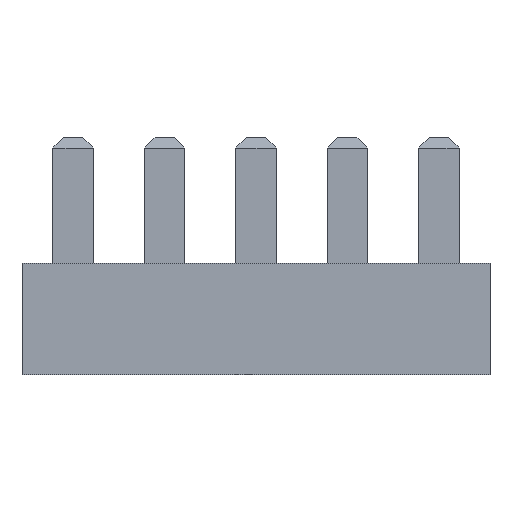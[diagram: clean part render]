
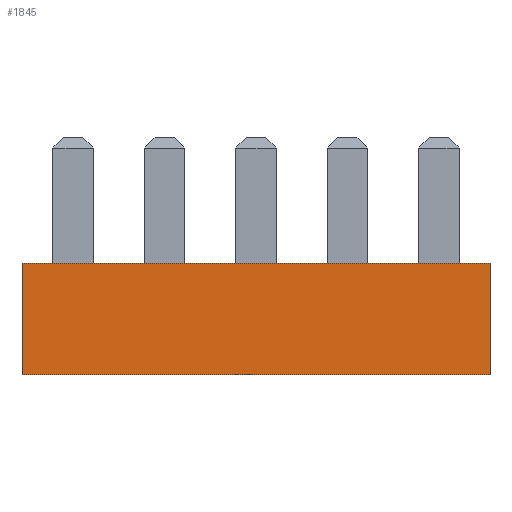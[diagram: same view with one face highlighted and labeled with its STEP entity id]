
A CAD part, left-side view. The second image highlights one B-rep face of the part: STEP entity #1845.
In plain terms, the highlighted planar face has unit normal (-1, 0, 0).
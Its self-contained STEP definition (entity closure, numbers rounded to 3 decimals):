
#23 = CARTESIAN_POINT ( 'NONE',  ( -6.5, 6.5, 0. ) ) ;
#46 = VECTOR ( 'NONE', #3467, 1000. ) ;
#159 = ORIENTED_EDGE ( 'NONE', *, *, #1010, .F. ) ;
#494 = CARTESIAN_POINT ( 'NONE',  ( -6.5, 6.5, 3.1 ) ) ;
#522 = EDGE_CURVE ( 'NONE', #3562, #4393, #1371, .T. ) ;
#659 = CARTESIAN_POINT ( 'NONE',  ( -6.5, 6.5, 0. ) ) ;
#745 = VECTOR ( 'NONE', #4491, 1000. ) ;
#852 = DIRECTION ( 'NONE',  ( 0., 0., -1. ) ) ;
#1010 = EDGE_CURVE ( 'NONE', #2750, #4393, #1823, .T. ) ;
#1282 = LINE ( 'NONE', #4387, #4934 ) ;
#1371 = LINE ( 'NONE', #659, #46 ) ;
#1392 = FACE_OUTER_BOUND ( 'NONE', #4691, .T. ) ;
#1673 = CARTESIAN_POINT ( 'NONE',  ( -6.5, -6.5, 3.1 ) ) ;
#1823 = LINE ( 'NONE', #1673, #745 ) ;
#1830 = ORIENTED_EDGE ( 'NONE', *, *, #2848, .F. ) ;
#1845 = ADVANCED_FACE ( 'NONE', ( #1392 ), #4923, .F. ) ;
#2068 = AXIS2_PLACEMENT_3D ( 'NONE', #494, #2488, #2919 ) ;
#2086 = ORIENTED_EDGE ( 'NONE', *, *, #5220, .T. ) ;
#2091 = LINE ( 'NONE', #3733, #4036 ) ;
#2150 = CARTESIAN_POINT ( 'NONE',  ( -6.5, -6.5, 3.1 ) ) ;
#2488 = DIRECTION ( 'NONE',  ( 1., 0., 0. ) ) ;
#2750 = VERTEX_POINT ( 'NONE', #2150 ) ;
#2848 = EDGE_CURVE ( 'NONE', #3961, #2750, #2091, .T. ) ;
#2919 = DIRECTION ( 'NONE',  ( 0., 1., 0. ) ) ;
#3017 = ORIENTED_EDGE ( 'NONE', *, *, #522, .T. ) ;
#3399 = CARTESIAN_POINT ( 'NONE',  ( -6.5, -6.5, 0. ) ) ;
#3458 = CARTESIAN_POINT ( 'NONE',  ( -6.5, 6.5, 3.1 ) ) ;
#3467 = DIRECTION ( 'NONE',  ( 0., -1., 0. ) ) ;
#3483 = DIRECTION ( 'NONE',  ( 0., -1., 0. ) ) ;
#3562 = VERTEX_POINT ( 'NONE', #23 ) ;
#3733 = CARTESIAN_POINT ( 'NONE',  ( -6.5, 6.5, 3.1 ) ) ;
#3961 = VERTEX_POINT ( 'NONE', #3458 ) ;
#4036 = VECTOR ( 'NONE', #3483, 1000. ) ;
#4387 = CARTESIAN_POINT ( 'NONE',  ( -6.5, 6.5, 3.1 ) ) ;
#4393 = VERTEX_POINT ( 'NONE', #3399 ) ;
#4491 = DIRECTION ( 'NONE',  ( 0., 0., -1. ) ) ;
#4691 = EDGE_LOOP ( 'NONE', ( #3017, #159, #1830, #2086 ) ) ;
#4923 = PLANE ( 'NONE',  #2068 ) ;
#4934 = VECTOR ( 'NONE', #852, 1000. ) ;
#5220 = EDGE_CURVE ( 'NONE', #3961, #3562, #1282, .T. ) ;
